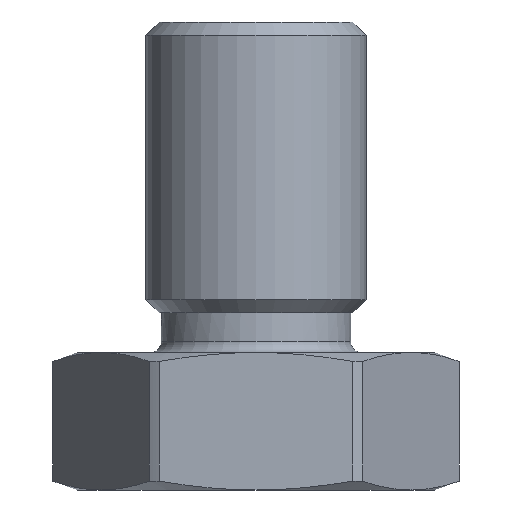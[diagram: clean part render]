
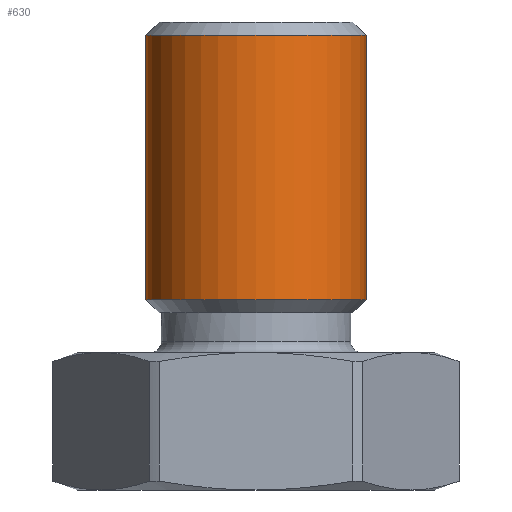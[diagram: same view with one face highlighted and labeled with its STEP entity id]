
A CAD part, front view. The second image highlights one B-rep face of the part: STEP entity #630.
In plain terms, the highlighted cylindrical face has radius 6.35 mm (diameter 12.7 mm), a full revolution.
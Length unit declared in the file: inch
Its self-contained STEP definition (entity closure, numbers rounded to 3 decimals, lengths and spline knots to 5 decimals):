
#60=CYLINDRICAL_SURFACE('',#694,0.25);
#71=FACE_OUTER_BOUND('',#112,.T.);
#112=EDGE_LOOP('',(#420,#421,#422,#423,#424,#425));
#157=LINE('',#1021,#175);
#175=VECTOR('',#806,0.25);
#192=CIRCLE('',#691,0.25);
#193=CIRCLE('',#692,0.25);
#195=CIRCLE('',#695,0.25);
#196=CIRCLE('',#696,0.25);
#250=VERTEX_POINT('',#1009);
#251=VERTEX_POINT('',#1010);
#253=VERTEX_POINT('',#1017);
#254=VERTEX_POINT('',#1018);
#315=EDGE_CURVE('',#250,#251,#192,.T.);
#316=EDGE_CURVE('',#251,#250,#193,.T.);
#319=EDGE_CURVE('',#253,#254,#195,.T.);
#320=EDGE_CURVE('',#254,#253,#196,.T.);
#321=EDGE_CURVE('',#254,#251,#157,.T.);
#420=ORIENTED_EDGE('',*,*,#319,.F.);
#421=ORIENTED_EDGE('',*,*,#320,.F.);
#422=ORIENTED_EDGE('',*,*,#321,.T.);
#423=ORIENTED_EDGE('',*,*,#315,.F.);
#424=ORIENTED_EDGE('',*,*,#316,.F.);
#425=ORIENTED_EDGE('',*,*,#321,.F.);
#630=ADVANCED_FACE('',(#71),#60,.T.);
#691=AXIS2_PLACEMENT_3D('',#1011,#793,#794);
#692=AXIS2_PLACEMENT_3D('',#1012,#795,#796);
#694=AXIS2_PLACEMENT_3D('',#1016,#800,#801);
#695=AXIS2_PLACEMENT_3D('',#1019,#802,#803);
#696=AXIS2_PLACEMENT_3D('',#1020,#804,#805);
#793=DIRECTION('center_axis',(0.,0.,1.));
#794=DIRECTION('ref_axis',(0.,-1.,0.));
#795=DIRECTION('center_axis',(0.,0.,1.));
#796=DIRECTION('ref_axis',(0.,-1.,0.));
#800=DIRECTION('center_axis',(0.,0.,-1.));
#801=DIRECTION('ref_axis',(0.,1.,0.));
#802=DIRECTION('center_axis',(0.,0.,
-1.));
#803=DIRECTION('ref_axis',(0.,-1.,0.));
#804=DIRECTION('center_axis',(0.,0.,
-1.));
#805=DIRECTION('ref_axis',(0.,-1.,0.));
#806=DIRECTION('',(0.,0.,1.));
#1009=CARTESIAN_POINT('',(0.,0.25,1.032));
#1010=CARTESIAN_POINT('',(0.,-0.25,1.032));
#1011=CARTESIAN_POINT('Origin',(0.,0.,1.032));
#1012=CARTESIAN_POINT('Origin',(0.,0.,1.032));
#1016=CARTESIAN_POINT('Origin',(0.,0.,0.));
#1017=CARTESIAN_POINT('',(0.,0.25,0.432));
#1018=CARTESIAN_POINT('',(0.,-0.25,0.432));
#1019=CARTESIAN_POINT('Origin',(0.,0.,0.432));
#1020=CARTESIAN_POINT('Origin',(0.,0.,0.432));
#1021=CARTESIAN_POINT('',(0.,-0.25,0.));
